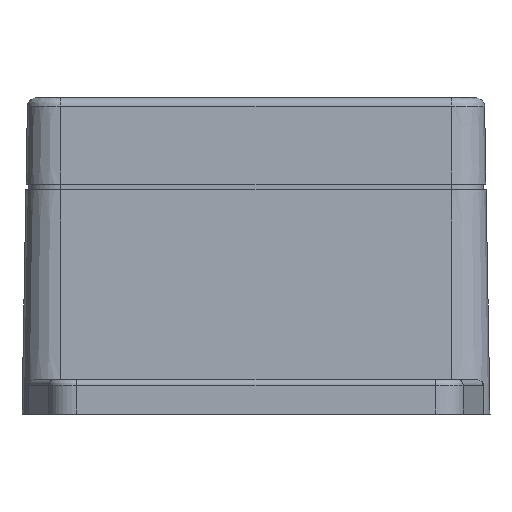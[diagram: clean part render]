
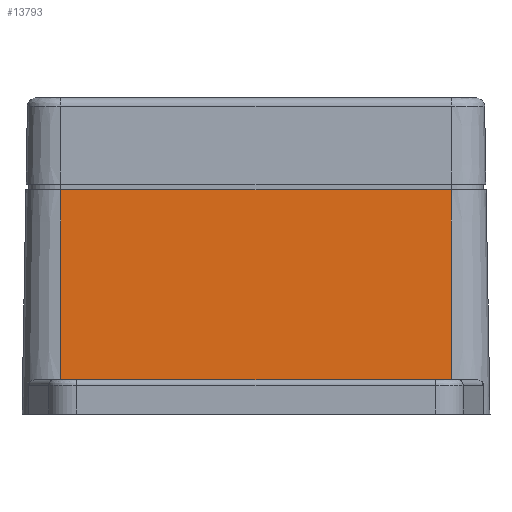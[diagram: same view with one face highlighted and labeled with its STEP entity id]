
A CAD part, front view. The second image highlights one B-rep face of the part: STEP entity #13793.
In plain terms, the highlighted planar face has unit normal (0, -1, 0.018).
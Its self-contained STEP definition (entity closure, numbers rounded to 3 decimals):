
#748 = CARTESIAN_POINT ( 'NONE',  ( 578.603, -9081.546, -499000. ) ) ;
#1120 = LINE ( 'NONE', #6432, #12482 ) ;
#1612 = ORIENTED_EDGE ( 'NONE', *, *, #3599, .F. ) ;
#2380 = CARTESIAN_POINT ( 'NONE',  ( 646.603, -370.835, 36.3 ) ) ;
#2614 = EDGE_CURVE ( 'NONE', #14891, #13319, #14677, .T. ) ;
#3219 = DIRECTION ( 'NONE',  ( 1., 0., 0. ) ) ;
#3599 = EDGE_CURVE ( 'NONE', #13215, #16782, #10113, .T. ) ;
#5092 = CARTESIAN_POINT ( 'NONE',  ( 578.603, -370.835, 36.3 ) ) ;
#5652 = CARTESIAN_POINT ( 'NONE',  ( 612.603, -370.817, 37.3 ) ) ;
#5977 = FACE_OUTER_BOUND ( 'NONE', #12808, .T. ) ;
#6432 = CARTESIAN_POINT ( 'NONE',  ( 646.603, -9081.546, -499000. ) ) ;
#6999 = CARTESIAN_POINT ( 'NONE',  ( 578.603, -370.835, 36.3 ) ) ;
#7033 = DIRECTION ( 'NONE',  ( 0., -1., 0.017 ) ) ;
#7224 = ORIENTED_EDGE ( 'NONE', *, *, #2614, .T. ) ;
#7455 = AXIS2_PLACEMENT_3D ( 'NONE', #5652, #7033, #16647 ) ;
#7737 = ORIENTED_EDGE ( 'NONE', *, *, #9196, .F. ) ;
#8057 = ORIENTED_EDGE ( 'NONE', *, *, #10572, .F. ) ;
#8576 = VECTOR ( 'NONE', #17161, 1000. ) ;
#9196 = EDGE_CURVE ( 'NONE', #16782, #13319, #1120, .T. ) ;
#9975 = CARTESIAN_POINT ( 'NONE',  ( 646.603, -371.411, 3.3 ) ) ;
#10113 = LINE ( 'NONE', #5092, #13342 ) ;
#10572 = EDGE_CURVE ( 'NONE', #14891, #13215, #15895, .T. ) ;
#11877 = DIRECTION ( 'NONE',  ( 0., -0.017, -1. ) ) ;
#12482 = VECTOR ( 'NONE', #11877, 1000. ) ;
#12800 = CARTESIAN_POINT ( 'NONE',  ( 612.603, -371.411, 3.3 ) ) ;
#12808 = EDGE_LOOP ( 'NONE', ( #1612, #8057, #7224, #7737 ) ) ;
#13215 = VERTEX_POINT ( 'NONE', #6999 ) ;
#13319 = VERTEX_POINT ( 'NONE', #9975 ) ;
#13342 = VECTOR ( 'NONE', #14701, 1000. ) ;
#13793 = ADVANCED_FACE ( 'NONE', ( #5977 ), #13866, .T. ) ;
#13866 = PLANE ( 'NONE',  #7455 ) ;
#13883 = CARTESIAN_POINT ( 'NONE',  ( 578.603, -371.411, 3.3 ) ) ;
#14677 = LINE ( 'NONE', #12800, #15118 ) ;
#14701 = DIRECTION ( 'NONE',  ( 1., 0., 0. ) ) ;
#14891 = VERTEX_POINT ( 'NONE', #13883 ) ;
#15118 = VECTOR ( 'NONE', #3219, 1000. ) ;
#15895 = LINE ( 'NONE', #748, #8576 ) ;
#16647 = DIRECTION ( 'NONE',  ( 0., -0.017, -1. ) ) ;
#16782 = VERTEX_POINT ( 'NONE', #2380 ) ;
#17161 = DIRECTION ( 'NONE',  ( 0., 0.017, 1. ) ) ;
